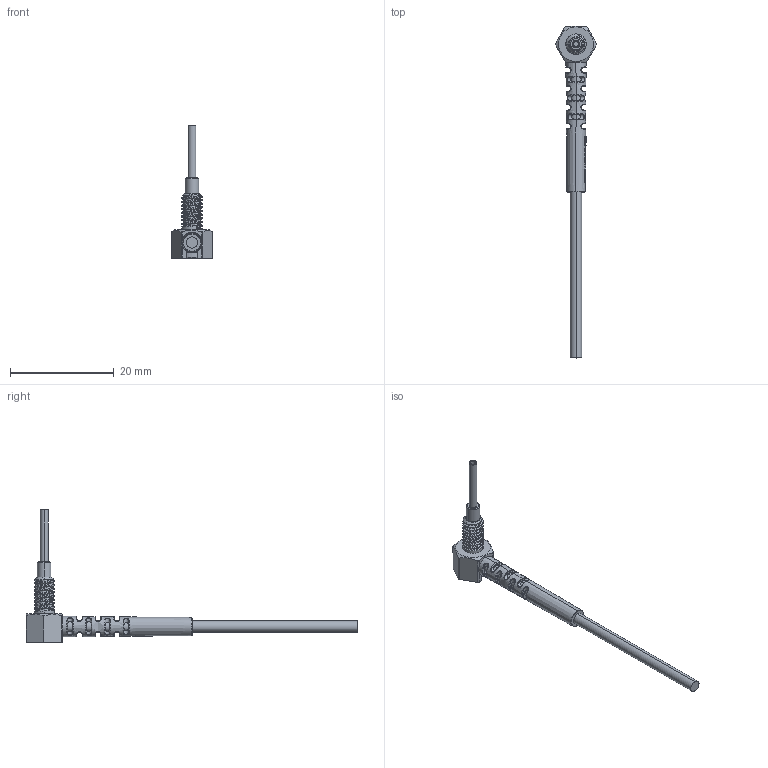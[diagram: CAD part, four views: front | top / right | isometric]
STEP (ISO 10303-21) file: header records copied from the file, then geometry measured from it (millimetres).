
FILE_DESCRIPTION((''),'2;1');
FILE_NAME('PT4Y10-ITZR_ASM','2020-06-10T15:30:07',('Administrator'),(''),'CREO PARAMETRIC BY PTC INC, 2018400','CREO PARAMETRIC BY PTC INC, 2018400','');
FILE_SCHEMA(('AUTOMOTIVE_DESIGN { 1 0 10303 214 1 1 1 1 }'));
Length unit declared in the file: millimetre
Products named in the file (6): M4-90_W_0; 22XIAN_DAN___; PTM3M4-22____; 22-DANXIAN____ASM; 15-10_; PT4Y10-ITZR_ASM
Assembly tree (5 placements, depth 3):
  PT4Y10-ITZR_ASM
    M4-90_W_0
    22-DANXIAN____ASM
      22XIAN_DAN___
      PTM3M4-22____
    15-10_
Bounding box: 7.99 x 64 x 25.5 mm (x, y, z)
Volume: 597.4 mm3; surface area: 1607.5 mm2
Topology: 5 solids, 5 shells, 258 faces, 657 edges, 420 vertices
Faces by surface type: bspline 83, plane 68, cylinder 53, torus 34, cone 20
Entity records: 18765 total; most frequent: CARTESIAN_POINT 11402, ORIENTED_EDGE 1314, DIRECTION 978, EDGE_CURVE 657, PRESENTATION_STYLE_ASSIGNMENT 462, STYLED_ITEM 462, CURVE_STYLE 460, VERTEX_POINT 420
